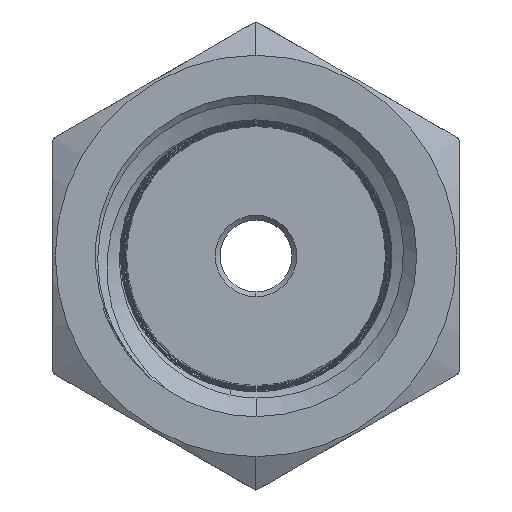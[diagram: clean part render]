
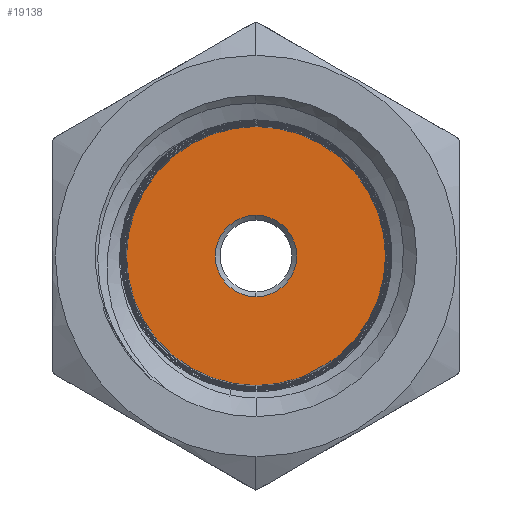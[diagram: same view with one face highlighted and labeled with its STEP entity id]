
A CAD part, front view. The second image highlights one B-rep face of the part: STEP entity #19138.
In plain terms, the highlighted planar face has unit normal (0, -1, 0).
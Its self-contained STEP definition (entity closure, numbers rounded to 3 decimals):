
#3501 = VERTEX_POINT ( 'NONE', #6033 ) ;
#4718 = EDGE_LOOP ( 'NONE', ( #25102, #4899 ) ) ;
#4899 = ORIENTED_EDGE ( 'NONE', *, *, #16885, .T. ) ;
#6033 = CARTESIAN_POINT ( 'NONE',  ( 0., 1.36, 1.7 ) ) ;
#7818 = CIRCLE ( 'NONE', #8735, 1.7 ) ;
#8735 = AXIS2_PLACEMENT_3D ( 'NONE', #40579, #17754, #44397 ) ;
#10589 = CARTESIAN_POINT ( 'NONE',  ( 0., 1.36, 5.417 ) ) ;
#10732 = CIRCLE ( 'NONE', #33332, 1.7 ) ;
#11911 = VERTEX_POINT ( 'NONE', #25773 ) ;
#12220 = PLANE ( 'NONE',  #19206 ) ;
#13931 = AXIS2_PLACEMENT_3D ( 'NONE', #41207, #18386, #45018 ) ;
#15609 = CIRCLE ( 'NONE', #36439, 5.417 ) ;
#16014 = DIRECTION ( 'NONE',  ( 0., 1., 0. ) ) ;
#16868 = ORIENTED_EDGE ( 'NONE', *, *, #26593, .F. ) ;
#16885 = EDGE_CURVE ( 'NONE', #27078, #29315, #15609, .T. ) ;
#17754 = DIRECTION ( 'NONE',  ( 0., -1., 0. ) ) ;
#18386 = DIRECTION ( 'NONE',  ( 0., -1., 0. ) ) ;
#18554 = FACE_BOUND ( 'NONE', #38158, .T. ) ;
#19138 = ADVANCED_FACE ( 'NONE', ( #18554, #41783 ), #12220, .F. ) ;
#19206 = AXIS2_PLACEMENT_3D ( 'NONE', #42501, #16014, #42655 ) ;
#21222 = CARTESIAN_POINT ( 'NONE',  ( 0., 1.36, 0. ) ) ;
#22345 = CARTESIAN_POINT ( 'NONE',  ( 0., 1.36, 0. ) ) ;
#22695 = EDGE_CURVE ( 'NONE', #11911, #3501, #7818, .T. ) ;
#25059 = DIRECTION ( 'NONE',  ( 0., 0., -1. ) ) ;
#25102 = ORIENTED_EDGE ( 'NONE', *, *, #35069, .T. ) ;
#25773 = CARTESIAN_POINT ( 'NONE',  ( 0., 1.36, -1.7 ) ) ;
#26169 = DIRECTION ( 'NONE',  ( 0., 0., -1. ) ) ;
#26593 = EDGE_CURVE ( 'NONE', #3501, #11911, #10732, .T. ) ;
#27078 = VERTEX_POINT ( 'NONE', #10589 ) ;
#27631 = CIRCLE ( 'NONE', #13931, 5.417 ) ;
#29315 = VERTEX_POINT ( 'NONE', #35223 ) ;
#33332 = AXIS2_PLACEMENT_3D ( 'NONE', #21222, #47815, #25059 ) ;
#35069 = EDGE_CURVE ( 'NONE', #29315, #27078, #27631, .T. ) ;
#35223 = CARTESIAN_POINT ( 'NONE',  ( 0., 1.36, -5.417 ) ) ;
#36439 = AXIS2_PLACEMENT_3D ( 'NONE', #22345, #48929, #26169 ) ;
#37135 = ORIENTED_EDGE ( 'NONE', *, *, #22695, .F. ) ;
#38158 = EDGE_LOOP ( 'NONE', ( #37135, #16868 ) ) ;
#40579 = CARTESIAN_POINT ( 'NONE',  ( 0., 1.36, 0. ) ) ;
#41207 = CARTESIAN_POINT ( 'NONE',  ( 0., 1.36, 0. ) ) ;
#41783 = FACE_OUTER_BOUND ( 'NONE', #4718, .T. ) ;
#42501 = CARTESIAN_POINT ( 'NONE',  ( 0., 1.36, 0. ) ) ;
#42655 = DIRECTION ( 'NONE',  ( 0., 0., 1. ) ) ;
#44397 = DIRECTION ( 'NONE',  ( 0., 0., -1. ) ) ;
#45018 = DIRECTION ( 'NONE',  ( 0., 0., -1. ) ) ;
#47815 = DIRECTION ( 'NONE',  ( 0., -1., 0. ) ) ;
#48929 = DIRECTION ( 'NONE',  ( 0., -1., 0. ) ) ;
